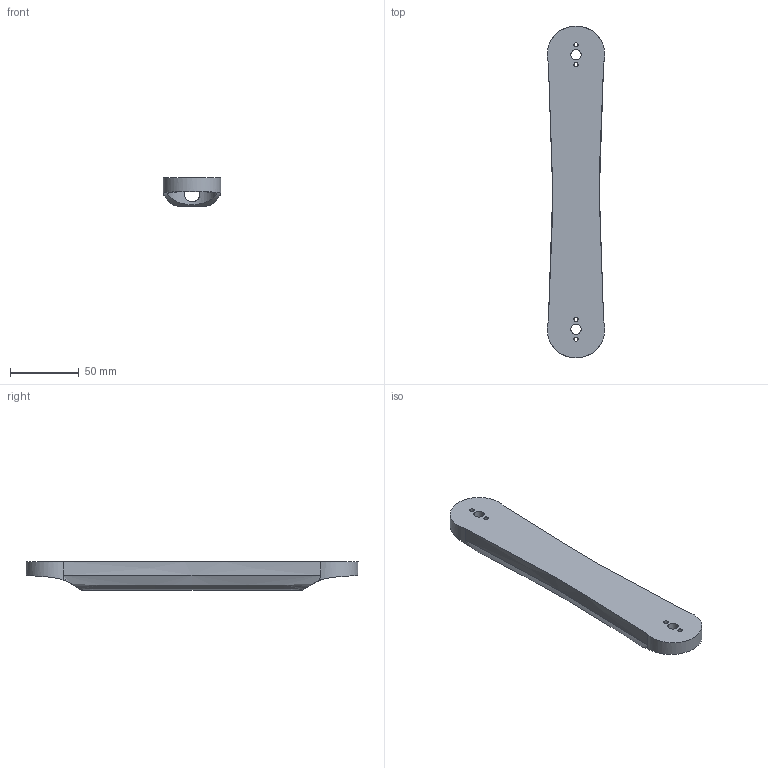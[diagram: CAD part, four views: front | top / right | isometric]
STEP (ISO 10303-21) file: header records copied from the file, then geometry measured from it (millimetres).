
FILE_DESCRIPTION(/* description */ (''),/* implementation_level */ '2;1');
FILE_NAME(/* name */ 'part3 v10_ipt_156c8f5a.STEP',/* time_stamp */ '2023-06-22T00:15:25+06:00',/* author */ ('AdminForWorker'),/* organization */ (''),/* preprocessor_version */ 'ST-DEVELOPER v18.1',/* originating_system */ 'Autodesk Inventor 2021',/* authorisation */ '');
FILE_SCHEMA (('AUTOMOTIVE_DESIGN { 1 0 10303 214 3 1 1 }'));
Length unit declared in the file: millimetre
Products named in the file (1): part3
Bounding box: 42 x 242 x 21 mm (x, y, z)
Volume: 120960.7 mm3; surface area: 33046.2 mm2
Topology: 1 solids, 1 shells, 21 faces, 59 edges, 42 vertices
Faces by surface type: cylinder 11, bspline 6, plane 4
Full cylindrical faces by diameter (mm): 3 x4, 7.5 x2, 11.5 x1, 36 x2
Entity records: 1207 total; most frequent: CARTESIAN_POINT 639, ORIENTED_EDGE 118, DIRECTION 79, EDGE_CURVE 59, VERTEX_POINT 42, EDGE_LOOP 37, AXIS2_PLACEMENT_3D 32, B_SPLINE_CURVE_WITH_KNOTS 26
